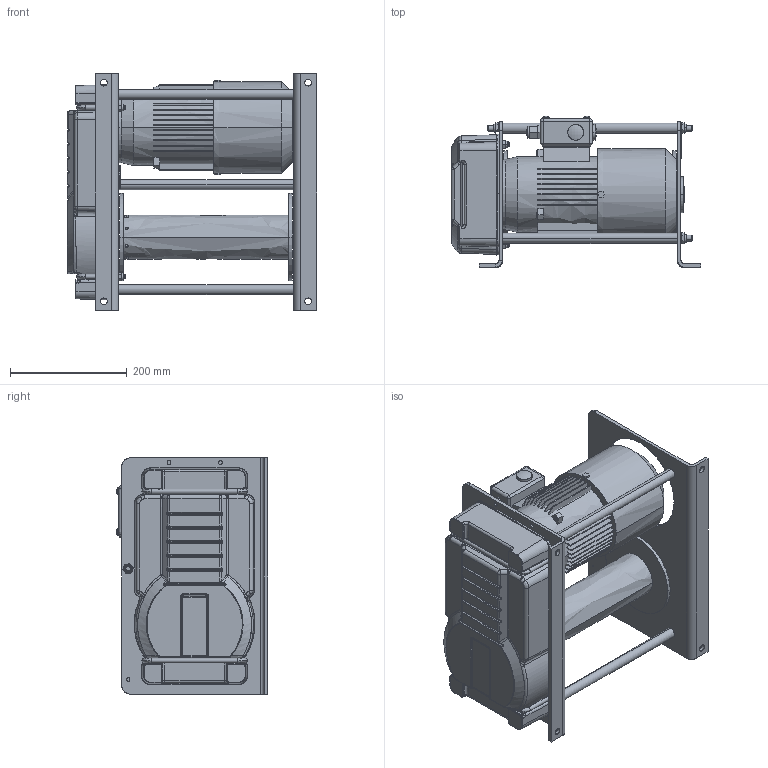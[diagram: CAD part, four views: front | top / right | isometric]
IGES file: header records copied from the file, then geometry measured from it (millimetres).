
Start section: SolidWorks IGES file using analytic representation for surfaces
Global section: file name: 06500007 RPE 5-12 L.IGS; native system: SolidWorks 2015; preprocessor: SolidWorks 2015; author: sawwu; date: 180117.095828; units: millimetre
Bounding box: 428 x 259 x 405 mm (x, y, z)
Surface area: 1040315.3 mm2 (no closed solid volume)
Topology: 0 solids, 0 shells, 838 faces, 11377 edges, 11361 vertices
Faces by surface type: bspline 515, revolution 323
